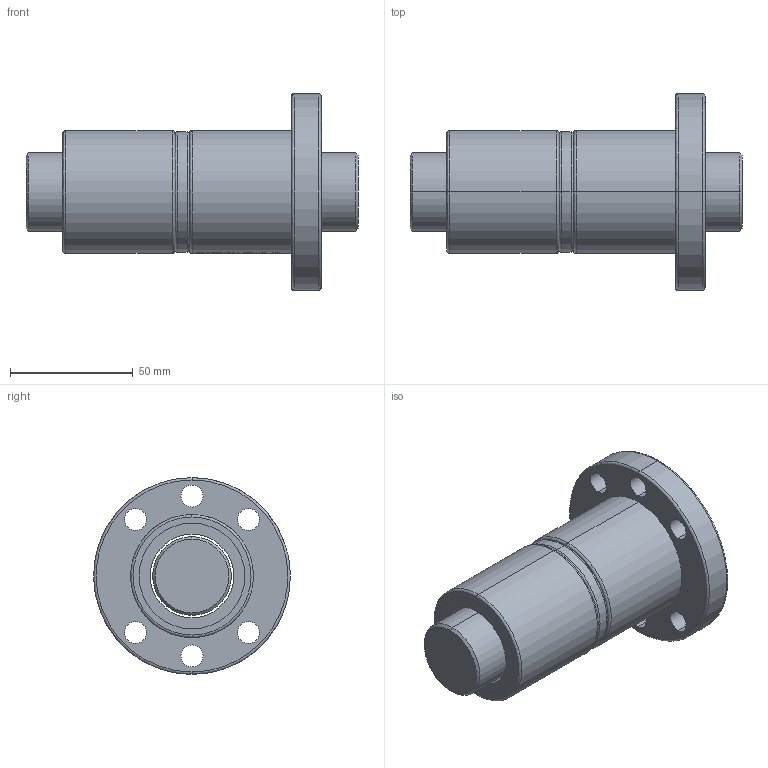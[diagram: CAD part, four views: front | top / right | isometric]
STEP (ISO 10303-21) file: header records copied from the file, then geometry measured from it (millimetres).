
FILE_DESCRIPTION (( 'STEP AP203' ), '1' );
FILE_NAME ('DFU03206.STEP', '2019-04-03T11:50:17', ( '' ), ( '' ), 'SwSTEP 2.0', 'SolidWorks 2015', '' );
FILE_SCHEMA (( 'CONFIG_CONTROL_DESIGN' ));
Length unit declared in the file: millimetre
Products named in the file (1): DFU03206
Bounding box: 135 x 80 x 80 mm (x, y, z)
Volume: 250672.2 mm3; surface area: 62560.1 mm2
Topology: 6 solids, 6 shells, 708 faces, 1971 edges, 1308 vertices
Faces by surface type: plane 610, cylinder 59, bspline 35, cone 4
Entity records: 24922 total; most frequent: CARTESIAN_POINT 8234, ORIENTED_EDGE 3942, DIRECTION 2879, EDGE_CURVE 1971, VERTEX_POINT 1308, LINE 1291, VECTOR 1291, AXIS2_PLACEMENT_3D 794
